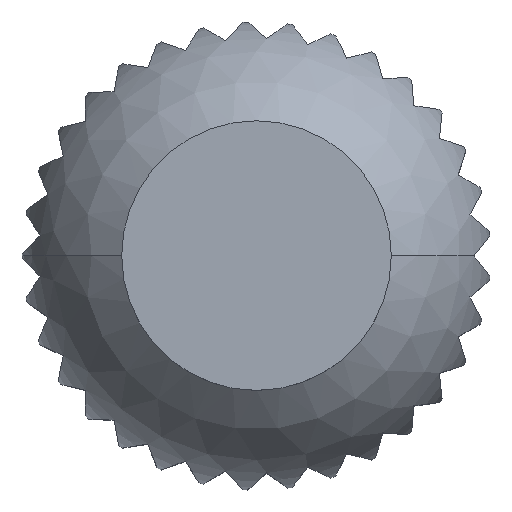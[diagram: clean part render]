
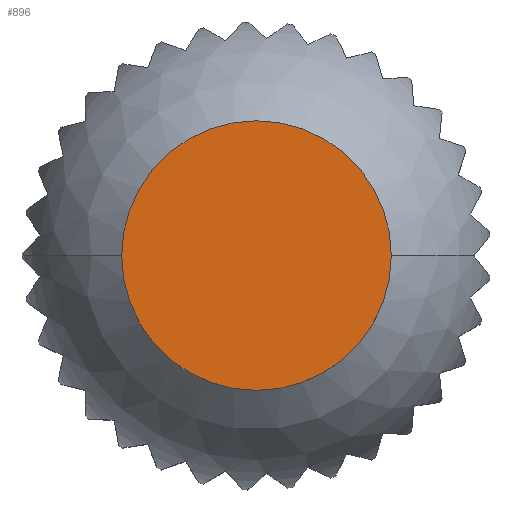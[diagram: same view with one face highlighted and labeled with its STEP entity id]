
A CAD part, top view. The second image highlights one B-rep face of the part: STEP entity #896.
In plain terms, the highlighted planar face has unit normal (0, 0, 1).
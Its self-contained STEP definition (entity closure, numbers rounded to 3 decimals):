
#648=EDGE_CURVE('',#906,#752,#1459,.T.);
#752=VERTEX_POINT('',#1590);
#792=EDGE_CURVE('',#752,#906,#1633,.T.);
#896=ADVANCED_FACE('',(#1752),#1753,.T.);
#906=VERTEX_POINT('',#1765);
#1459=CIRCLE('',#2437,11.5);
#1590=CARTESIAN_POINT('',(-11.5,0.,101.5));
#1633=CIRCLE('',#2667,11.5);
#1752=FACE_OUTER_BOUND('',#2817,.T.);
#1753=PLANE('',#2818);
#1765=CARTESIAN_POINT('',(11.5,0.,101.5));
#2437=AXIS2_PLACEMENT_3D('',#3566,#3567,#3568);
#2667=AXIS2_PLACEMENT_3D('',#3771,#3772,#3773);
#2817=EDGE_LOOP('',(#3914,#3915));
#2818=AXIS2_PLACEMENT_3D('',#3916,#3917,#3918);
#3566=CARTESIAN_POINT('',(0.,0.,101.5));
#3567=DIRECTION('',(0.0,0.0,1.0));
#3568=DIRECTION('',(1.0,0.,0.0));
#3771=CARTESIAN_POINT('',(0.,0.,101.5));
#3772=DIRECTION('',(0.0,0.0,1.0));
#3773=DIRECTION('',(1.0,0.,0.0));
#3914=ORIENTED_EDGE('',*,*,#648,.T.);
#3915=ORIENTED_EDGE('',*,*,#792,.T.);
#3916=CARTESIAN_POINT('',(5.75,0.,101.5));
#3917=DIRECTION('',(0.0,0.0,1.0));
#3918=DIRECTION('',(-1.0,0.,0.0));
